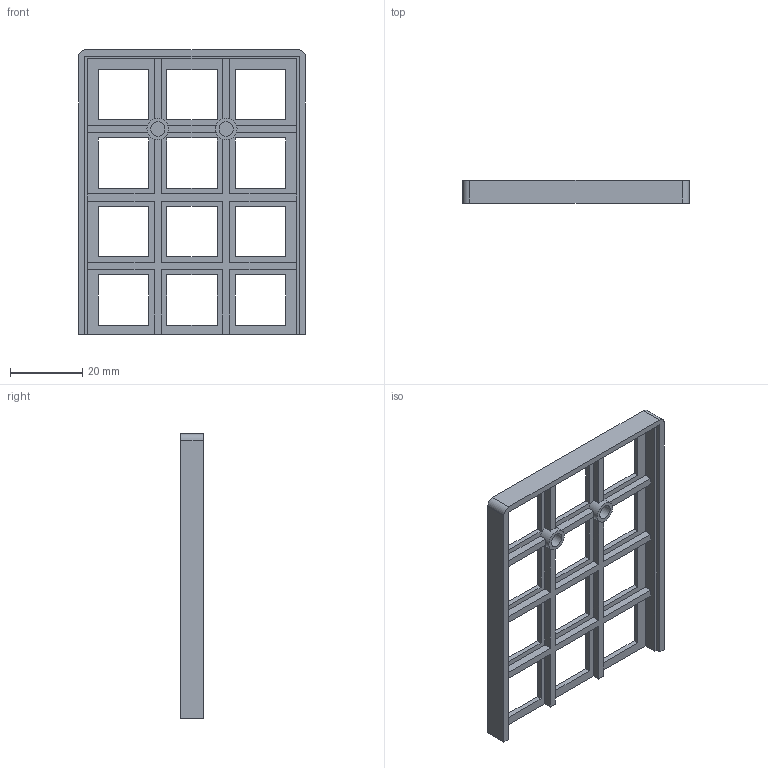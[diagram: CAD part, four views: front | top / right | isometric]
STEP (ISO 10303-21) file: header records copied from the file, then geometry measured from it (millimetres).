
FILE_DESCRIPTION(/* description */ (''),/* implementation_level */ '2;1');
FILE_NAME(/* name */ 'Mid Plate (V6) PCB.step',/* time_stamp */ '2024-06-14T04:42:19-04:00',/* author */ (''),/* organization */ (''),/* preprocessor_version */ 'ST-DEVELOPER v20',/* originating_system */ 'Autodesk Translation Framework v13.14.0.145',/* authorisation */ '');
FILE_SCHEMA (('AUTOMOTIVE_DESIGN { 1 0 10303 214 3 1 1 }'));
Length unit declared in the file: millimetre
Products named in the file (1): Plate less tolerance
Bounding box: 63 x 6.35 x 79 mm (x, y, z)
Volume: 7580.9 mm3; surface area: 10164.2 mm2
Topology: 1 solids, 1 shells, 123 faces, 354 edges, 236 vertices
Faces by surface type: plane 117, cylinder 6
Full cylindrical faces by diameter (mm): 4 x2, 6 x2
Entity records: 4064 total; most frequent: CARTESIAN_POINT 714, ORIENTED_EDGE 708, DIRECTION 630, EDGE_CURVE 354, LINE 326, VECTOR 326, VERTEX_POINT 236, AXIS2_PLACEMENT_3D 152
